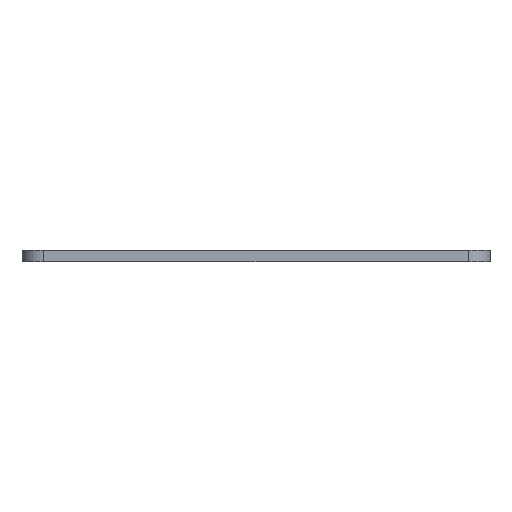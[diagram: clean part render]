
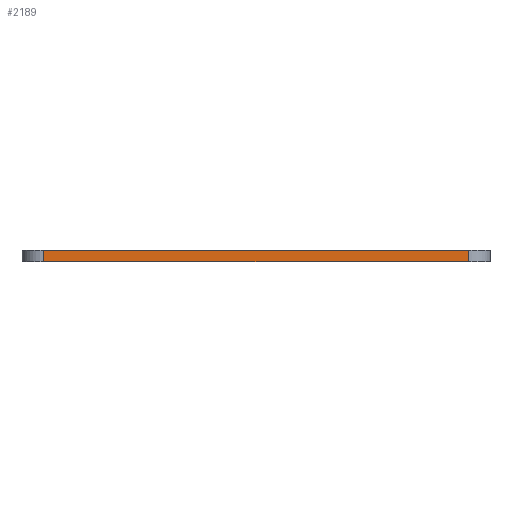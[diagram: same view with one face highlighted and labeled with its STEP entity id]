
A CAD part, front view. The second image highlights one B-rep face of the part: STEP entity #2189.
In plain terms, the highlighted planar face has unit normal (0, -1, 0).
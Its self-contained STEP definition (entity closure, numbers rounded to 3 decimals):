
#102 = DIRECTION ( 'NONE',  ( 0., 0., 1. ) ) ;
#133 = EDGE_LOOP ( 'NONE', ( #237, #2533, #832, #1415 ) ) ;
#237 = ORIENTED_EDGE ( 'NONE', *, *, #2488, .F. ) ;
#432 = CARTESIAN_POINT ( 'NONE',  ( 62., 0., 1.57 ) ) ;
#548 = LINE ( 'NONE', #3974, #3665 ) ;
#582 = VERTEX_POINT ( 'NONE', #3341 ) ;
#832 = ORIENTED_EDGE ( 'NONE', *, *, #1457, .F. ) ;
#835 = VECTOR ( 'NONE', #1281, 1000. ) ;
#1051 = CARTESIAN_POINT ( 'NONE',  ( 3., 0., 0. ) ) ;
#1068 = LINE ( 'NONE', #1051, #3347 ) ;
#1281 = DIRECTION ( 'NONE',  ( -1., 0., 0. ) ) ;
#1324 = EDGE_CURVE ( 'NONE', #3749, #582, #2480, .T. ) ;
#1415 = ORIENTED_EDGE ( 'NONE', *, *, #3500, .T. ) ;
#1457 = EDGE_CURVE ( 'NONE', #2747, #3749, #548, .T. ) ;
#1698 = DIRECTION ( 'NONE',  ( -1., 0., 0. ) ) ;
#1922 = VECTOR ( 'NONE', #1698, 1000. ) ;
#1934 = PLANE ( 'NONE',  #1941 ) ;
#1941 = AXIS2_PLACEMENT_3D ( 'NONE', #3826, #1947, #102 ) ;
#1947 = DIRECTION ( 'NONE',  ( 0., 1., 0. ) ) ;
#1974 = CARTESIAN_POINT ( 'NONE',  ( 62., 0., 0. ) ) ;
#2109 = VERTEX_POINT ( 'NONE', #2224 ) ;
#2123 = LINE ( 'NONE', #2945, #1922 ) ;
#2189 = ADVANCED_FACE ( 'NONE', ( #2879 ), #1934, .F. ) ;
#2224 = CARTESIAN_POINT ( 'NONE',  ( 3., 0., 1.57 ) ) ;
#2480 = LINE ( 'NONE', #2785, #835 ) ;
#2488 = EDGE_CURVE ( 'NONE', #582, #2109, #1068, .T. ) ;
#2533 = ORIENTED_EDGE ( 'NONE', *, *, #1324, .F. ) ;
#2747 = VERTEX_POINT ( 'NONE', #432 ) ;
#2785 = CARTESIAN_POINT ( 'NONE',  ( 0., 0., 0. ) ) ;
#2879 = FACE_OUTER_BOUND ( 'NONE', #133, .T. ) ;
#2945 = CARTESIAN_POINT ( 'NONE',  ( 3., 0., 1.57 ) ) ;
#3094 = DIRECTION ( 'NONE',  ( 0., 0., -1. ) ) ;
#3214 = DIRECTION ( 'NONE',  ( 0., 0., 1. ) ) ;
#3341 = CARTESIAN_POINT ( 'NONE',  ( 3., 0., 0. ) ) ;
#3347 = VECTOR ( 'NONE', #3214, 1000. ) ;
#3500 = EDGE_CURVE ( 'NONE', #2747, #2109, #2123, .T. ) ;
#3665 = VECTOR ( 'NONE', #3094, 1000. ) ;
#3749 = VERTEX_POINT ( 'NONE', #1974 ) ;
#3826 = CARTESIAN_POINT ( 'NONE',  ( 3., 0., 0. ) ) ;
#3974 = CARTESIAN_POINT ( 'NONE',  ( 62., 0., 0. ) ) ;
